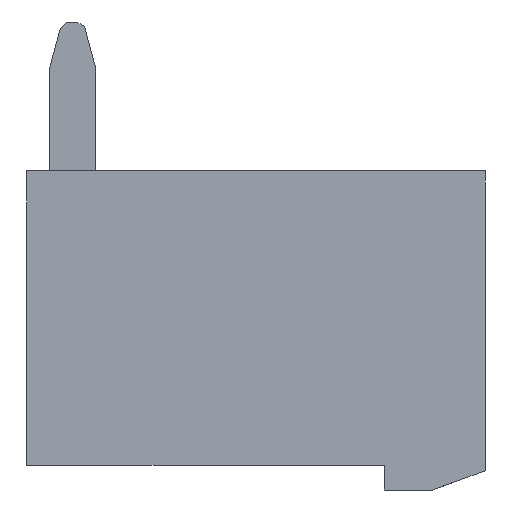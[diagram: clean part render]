
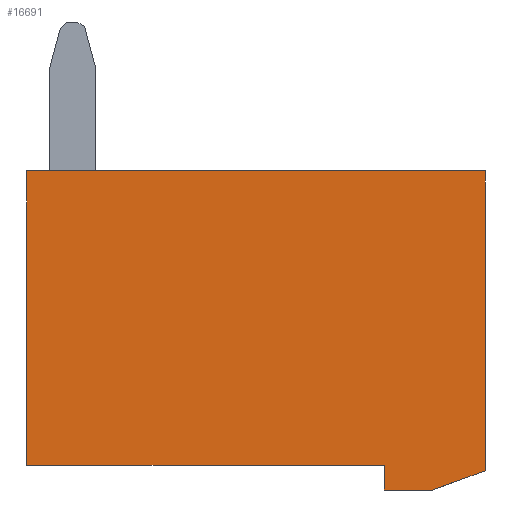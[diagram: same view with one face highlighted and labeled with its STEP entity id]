
A CAD part, front view. The second image highlights one B-rep face of the part: STEP entity #16691.
In plain terms, the highlighted planar face has unit normal (0, -1, 0).
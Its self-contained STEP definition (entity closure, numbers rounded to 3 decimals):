
#480 = DIRECTION ( 'NONE',  ( 0., -1., 0. ) ) ;
#897 = LINE ( 'NONE', #14218, #7568 ) ;
#924 = EDGE_CURVE ( 'NONE', #1833, #12457, #16524, .T. ) ;
#979 = EDGE_CURVE ( 'NONE', #15845, #15589, #1909, .T. ) ;
#1833 = VERTEX_POINT ( 'NONE', #8825 ) ;
#1909 = LINE ( 'NONE', #14128, #12170 ) ;
#2070 = EDGE_LOOP ( 'NONE', ( #8113, #10216, #14639, #8779, #5984, #10579, #7838 ) ) ;
#2544 = DIRECTION ( 'NONE',  ( 0., 0., 1. ) ) ;
#2689 = EDGE_CURVE ( 'NONE', #16331, #1833, #7069, .T. ) ;
#3164 = VECTOR ( 'NONE', #12764, 1000. ) ;
#4368 = EDGE_CURVE ( 'NONE', #12457, #5592, #10149, .T. ) ;
#5062 = CARTESIAN_POINT ( 'NONE',  ( 8.85, -34.285, -0.54 ) ) ;
#5592 = VERTEX_POINT ( 'NONE', #11345 ) ;
#5984 = ORIENTED_EDGE ( 'NONE', *, *, #9515, .F. ) ;
#6805 = DIRECTION ( 'NONE',  ( 0., 0., -1. ) ) ;
#7055 = VECTOR ( 'NONE', #6805, 1000. ) ;
#7069 = LINE ( 'NONE', #15844, #13741 ) ;
#7478 = LINE ( 'NONE', #14802, #7055 ) ;
#7568 = VECTOR ( 'NONE', #12957, 1000. ) ;
#7838 = ORIENTED_EDGE ( 'NONE', *, *, #14648, .F. ) ;
#8113 = ORIENTED_EDGE ( 'NONE', *, *, #10742, .F. ) ;
#8283 = VERTEX_POINT ( 'NONE', #17231 ) ;
#8474 = PLANE ( 'NONE',  #16988 ) ;
#8779 = ORIENTED_EDGE ( 'NONE', *, *, #2689, .F. ) ;
#8825 = CARTESIAN_POINT ( 'NONE',  ( 0., -34.285, 0. ) ) ;
#9214 = CARTESIAN_POINT ( 'NONE',  ( 7.8, -34.285, -0.54 ) ) ;
#9515 = EDGE_CURVE ( 'NONE', #15589, #16331, #13366, .T. ) ;
#9722 = VECTOR ( 'NONE', #16626, 1000. ) ;
#9812 = DIRECTION ( 'NONE',  ( 0., 0., 1. ) ) ;
#10149 = LINE ( 'NONE', #17219, #9722 ) ;
#10216 = ORIENTED_EDGE ( 'NONE', *, *, #4368, .F. ) ;
#10440 = FACE_OUTER_BOUND ( 'NONE', #2070, .T. ) ;
#10579 = ORIENTED_EDGE ( 'NONE', *, *, #979, .F. ) ;
#10742 = EDGE_CURVE ( 'NONE', #5592, #8283, #7478, .T. ) ;
#11137 = CARTESIAN_POINT ( 'NONE',  ( 7.8, -34.285, -0.54 ) ) ;
#11345 = CARTESIAN_POINT ( 'NONE',  ( 10., -34.285, 6.42 ) ) ;
#11708 = CARTESIAN_POINT ( 'NONE',  ( 7.8, -34.285, 0. ) ) ;
#12170 = VECTOR ( 'NONE', #14356, 1000. ) ;
#12457 = VERTEX_POINT ( 'NONE', #12718 ) ;
#12460 = CARTESIAN_POINT ( 'NONE',  ( 0., -34.285, 0. ) ) ;
#12705 = CARTESIAN_POINT ( 'NONE',  ( 0., -34.285, 0. ) ) ;
#12718 = CARTESIAN_POINT ( 'NONE',  ( 0., -34.285, 6.42 ) ) ;
#12764 = DIRECTION ( 'NONE',  ( 0., 0., 1. ) ) ;
#12957 = DIRECTION ( 'NONE',  ( -0.939, 0., -0.343 ) ) ;
#13312 = DIRECTION ( 'NONE',  ( -1., 0., 0. ) ) ;
#13366 = LINE ( 'NONE', #9214, #13786 ) ;
#13741 = VECTOR ( 'NONE', #13312, 1000. ) ;
#13786 = VECTOR ( 'NONE', #2544, 1000. ) ;
#14128 = CARTESIAN_POINT ( 'NONE',  ( 8.85, -34.285, -0.54 ) ) ;
#14218 = CARTESIAN_POINT ( 'NONE',  ( 10., -34.285, -0.12 ) ) ;
#14356 = DIRECTION ( 'NONE',  ( -1., 0., 0. ) ) ;
#14639 = ORIENTED_EDGE ( 'NONE', *, *, #924, .F. ) ;
#14648 = EDGE_CURVE ( 'NONE', #8283, #15845, #897, .T. ) ;
#14802 = CARTESIAN_POINT ( 'NONE',  ( 10., -34.285, 6.42 ) ) ;
#15589 = VERTEX_POINT ( 'NONE', #11137 ) ;
#15844 = CARTESIAN_POINT ( 'NONE',  ( 7.8, -34.285, 0. ) ) ;
#15845 = VERTEX_POINT ( 'NONE', #5062 ) ;
#16331 = VERTEX_POINT ( 'NONE', #11708 ) ;
#16524 = LINE ( 'NONE', #12705, #3164 ) ;
#16626 = DIRECTION ( 'NONE',  ( 1., 0., 0. ) ) ;
#16691 = ADVANCED_FACE ( 'NONE', ( #10440 ), #8474, .T. ) ;
#16988 = AXIS2_PLACEMENT_3D ( 'NONE', #12460, #480, #9812 ) ;
#17219 = CARTESIAN_POINT ( 'NONE',  ( 0., -34.285, 6.42 ) ) ;
#17231 = CARTESIAN_POINT ( 'NONE',  ( 10., -34.285, -0.12 ) ) ;
